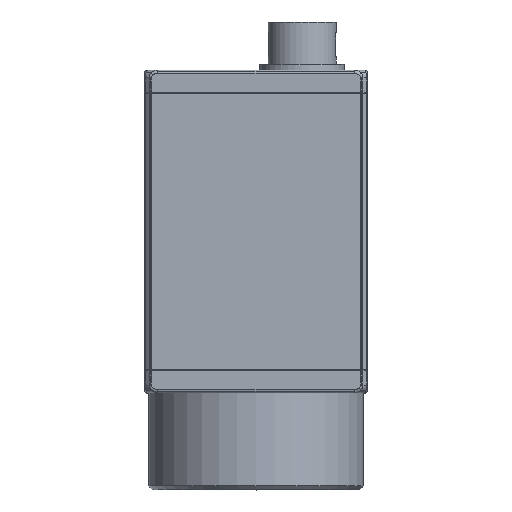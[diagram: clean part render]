
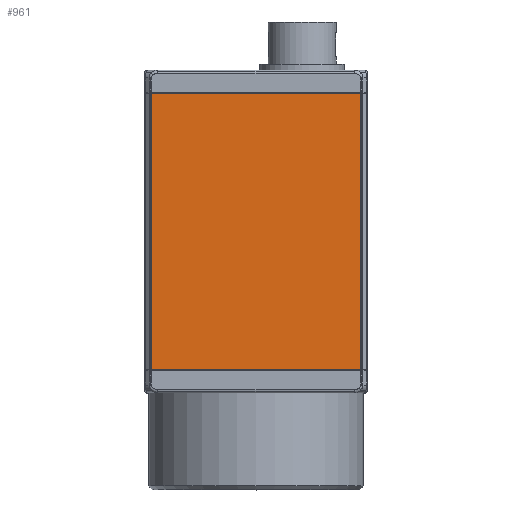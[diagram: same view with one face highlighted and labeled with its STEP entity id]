
A CAD part, top view. The second image highlights one B-rep face of the part: STEP entity #961.
In plain terms, the highlighted planar face has unit normal (0, 0, 1).
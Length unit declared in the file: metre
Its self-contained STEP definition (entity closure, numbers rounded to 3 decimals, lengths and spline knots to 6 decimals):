
#961=ADVANCED_FACE('0:919',(#2885),#2886,.T.);
#2885=FACE_OUTER_BOUND('',#5502,.T.);
#2886=PLANE('',#5503);
#5502=EDGE_LOOP('',(#14648,#14649,#14650,#14651));
#5503=AXIS2_PLACEMENT_3D('',#14652,#14653,#14654);
#14648=ORIENTED_EDGE('',*,*,#18163,.F.);
#14649=ORIENTED_EDGE('',*,*,#18097,.T.);
#14650=ORIENTED_EDGE('',*,*,#18162,.F.);
#14651=ORIENTED_EDGE('',*,*,#18164,.T.);
#14652=CARTESIAN_POINT('',(-0.010574,0.02087,0.029));
#14653=DIRECTION('',(0.0,0.,1.0));
#14654=DIRECTION('',(0.0,-1.0,0.));
#18097=EDGE_CURVE('0:5353',#22618,#22616,#22619,.T.);
#18162=EDGE_CURVE('0:2632',#22708,#22616,#22710,.T.);
#18163=EDGE_CURVE('0:2608',#22618,#22711,#22712,.T.);
#18164=EDGE_CURVE('0:5338',#22708,#22711,#22713,.T.);
#22616=VERTEX_POINT('',#28854);
#22618=VERTEX_POINT('',#28856);
#22619=LINE('',#28857,#28858);
#22708=VERTEX_POINT('',#28985);
#22710=LINE('',#28987,#28988);
#22711=VERTEX_POINT('',#28989);
#22712=LINE('',#28990,#28991);
#22713=LINE('',#28992,#28993);
#28854=CARTESIAN_POINT('',(0.013614,-0.012,0.029));
#28856=CARTESIAN_POINT('',(-0.013614,-0.012,0.029));
#28857=CARTESIAN_POINT('',(-0.005287,-0.012,0.029));
#28858=VECTOR('',#33549,1.0);
#28985=CARTESIAN_POINT('',(0.013614,0.024,0.029));
#28987=CARTESIAN_POINT('',(0.013614,0.018278,0.029));
#28988=VECTOR('',#33666,1.0);
#28989=CARTESIAN_POINT('',(-0.013614,0.024,0.029));
#28990=CARTESIAN_POINT('',(-0.013614,0.018278,0.029));
#28991=VECTOR('',#33667,1.0);
#28992=CARTESIAN_POINT('',(-0.005287,0.024,0.029));
#28993=VECTOR('',#33668,1.0);
#33549=DIRECTION('',(1.0,0.0,0.0));
#33666=DIRECTION('',(0.,-1.0,0.));
#33667=DIRECTION('',(0.,1.0,0.));
#33668=DIRECTION('',(-1.0,0.0,0.0));
